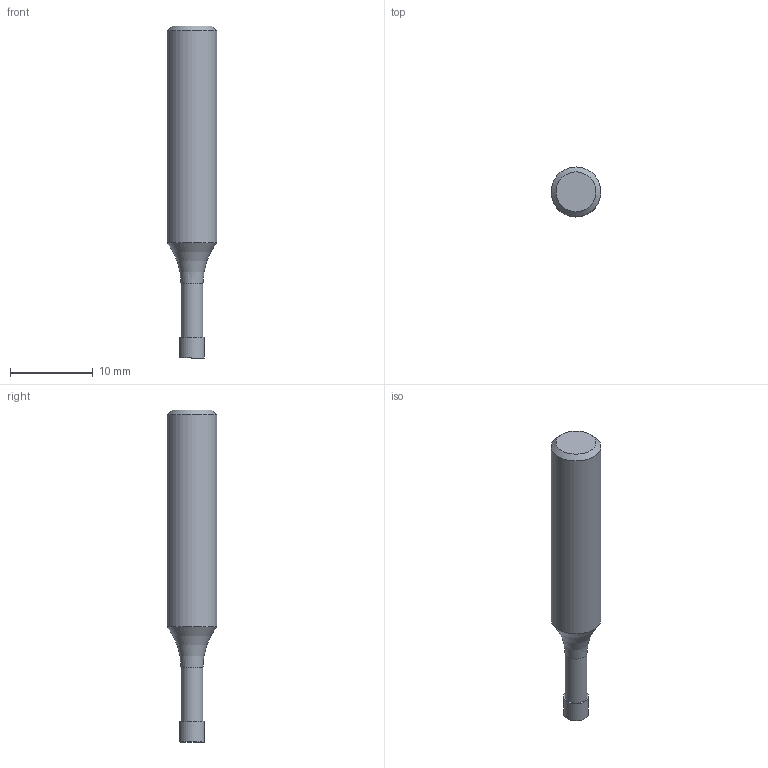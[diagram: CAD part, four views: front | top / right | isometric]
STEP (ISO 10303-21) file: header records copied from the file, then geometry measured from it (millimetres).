
FILE_DESCRIPTION (( 'STEP AP203' ), '1' );
FILE_NAME ('997923.step', '2021-11-17T12:43:05', ( '' ), ( '' ), 'SwSTEP 2.0', 'SolidWorks 2019', '' );
FILE_SCHEMA (( 'CONFIG_CONTROL_DESIGN' ));
Length unit declared in the file: millimetre
Products named in the file (1): 997923
Bounding box: 6 x 6 x 40 mm (x, y, z)
Volume: 845.2 mm3; surface area: 673.2 mm2
Topology: 2 solids, 2 shells, 9 faces, 13 edges, 8 vertices
Faces by surface type: plane 4, cylinder 3, cone 1, torus 1
Full cylindrical faces by diameter (mm): 2.65 x1, 3 x1, 6 x1
Entity records: 239 total; most frequent: DIRECTION 34, CARTESIAN_POINT 24, AXIS2_PLACEMENT_3D 17, EDGE_LOOP 14, ORIENTED_EDGE 14, FACE_OUTER_BOUND 13, ADVANCED_FACE 9, PERSON_AND_ORGANIZATION 8
